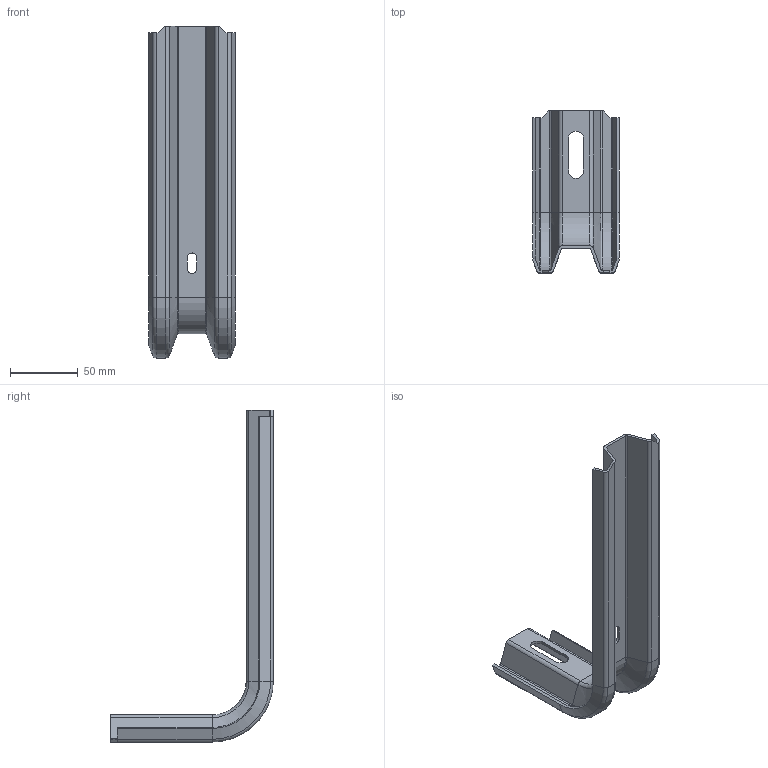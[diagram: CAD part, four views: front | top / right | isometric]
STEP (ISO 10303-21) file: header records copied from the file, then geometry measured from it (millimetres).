
FILE_DESCRIPTION((''),'2;1');
FILE_NAME('6364209','2012-09-20T',('AndreasKeweloh'),(''),'PRO/ENGINEER BY PARAMETRIC TECHNOLOGY CORPORATION, 2012230','PRO/ENGINEER BY PARAMETRIC TECHNOLOGY CORPORATION, 2012230','');
FILE_SCHEMA(('CONFIG_CONTROL_DESIGN'));
Length unit declared in the file: millimetre
Products named in the file (1): 6364209
Bounding box: 64.19 x 120 x 245 mm (x, y, z)
Volume: 63633.7 mm3; surface area: 65566.9 mm2
Topology: 1 solids, 1 shells, 102 faces, 244 edges, 144 vertices
Faces by surface type: plane 46, cylinder 34, torus 12, cone 10
Entity records: 2950 total; most frequent: DIRECTION 532, CARTESIAN_POINT 490, ORIENTED_EDGE 488, EDGE_CURVE 244, AXIS2_PLACEMENT_3D 186, VECTOR 160, LINE 160, VERTEX_POINT 144
